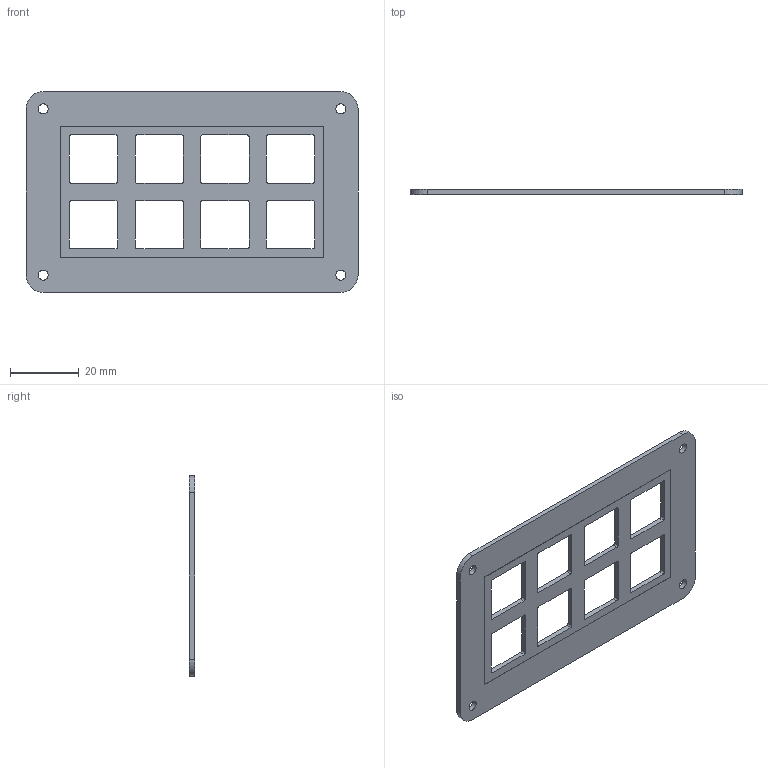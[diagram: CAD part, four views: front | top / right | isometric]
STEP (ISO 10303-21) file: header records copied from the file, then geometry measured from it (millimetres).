
FILE_DESCRIPTION(/* description */ (''),/* implementation_level */ '2;1');
FILE_NAME(/* name */ 'plate.step',/* time_stamp */ '2024-10-21T19:30:55-07:00',/* author */ (''),/* organization */ (''),/* preprocessor_version */ 'ST-DEVELOPER v20',/* originating_system */ 'Autodesk Translation Framework v13.20.0.188',/* authorisation */ '');
FILE_SCHEMA (('AUTOMOTIVE_DESIGN { 1 0 10303 214 3 1 1 }'));
Length unit declared in the file: millimetre
Products named in the file (1): plate
Bounding box: 96.3 x 1.51 x 58.2 mm (x, y, z)
Volume: 5968.6 mm3; surface area: 9811.5 mm2
Topology: 2 solids, 2 shells, 88 faces, 252 edges, 168 vertices
Faces by surface type: plane 48, cylinder 40
Full cylindrical faces by diameter (mm): 2.9 x4
Entity records: 2980 total; most frequent: DIRECTION 510, CARTESIAN_POINT 509, ORIENTED_EDGE 504, EDGE_CURVE 252, LINE 172, VECTOR 172, AXIS2_PLACEMENT_3D 169, VERTEX_POINT 168
